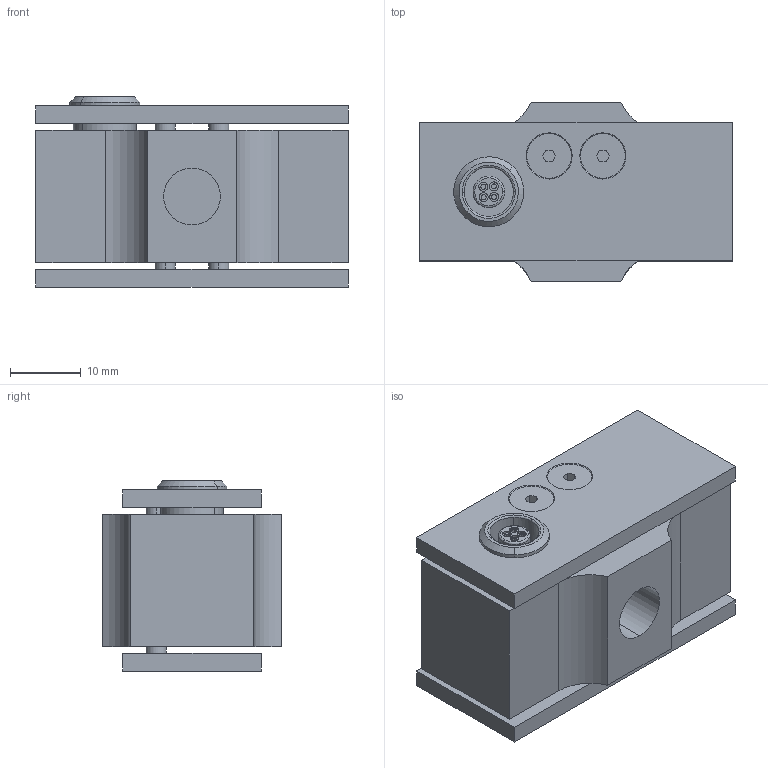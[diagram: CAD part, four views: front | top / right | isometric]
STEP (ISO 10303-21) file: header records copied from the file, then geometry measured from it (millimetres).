
FILE_DESCRIPTION((''),'2;1');
FILE_NAME('LRF350 300 lb Lemo.stp','2010-12-01T15:43:34',(''),(''),'Mechanical Desktop 2008','Mechanical Desktop 2008',', , ');
FILE_SCHEMA(('CONFIG_CONTROL_DESIGN'));
Length unit declared in the file: inch
Products named in the file (2): FI1070-B (300 LB LEMO); ~~~PART1
Assembly tree (1 placements, depth 2):
  FI1070-B (300 LB LEMO)
    ~~~PART1
Bounding box: 44.2 x 25.4 x 26.92 mm (x, y, z)
Volume: 20316.6 mm3; surface area: 9254.9 mm2
Topology: 1 solids, 5 shells, 160 faces, 370 edges, 238 vertices
Faces by surface type: plane 72, cylinder 58, cone 26, torus 4
Entity records: 4639 total; most frequent: DIRECTION 844, CARTESIAN_POINT 762, ORIENTED_EDGE 724, EDGE_CURVE 362, AXIS2_PLACEMENT_3D 320, VERTEX_POINT 238, VECTOR 204, LINE 204
